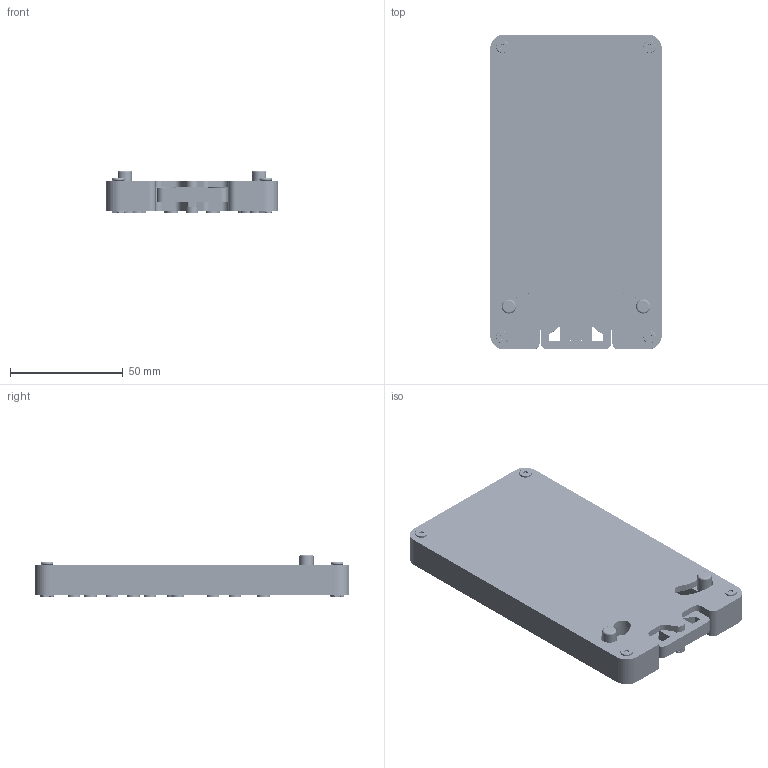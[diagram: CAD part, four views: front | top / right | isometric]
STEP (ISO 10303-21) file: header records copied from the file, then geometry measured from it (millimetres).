
FILE_DESCRIPTION(/* description */ ('STEP AP242','CAx-IF Rec.Pracs.---Representation and Presentation of Product Manufacturing Information (PMI)---4.0---2014-10-13','CAx-IF Rec.Pracs.---3D Tessellated Geometry---0.4---2014-09-14','2;1'),/* implementation_level */ '2;1');
FILE_NAME(/* name */ '65db74b6b16ee61da134c129',/* time_stamp */ '2024-02-25T17:11:18Z',/* author */ (''),/* organization */ (''),/* preprocessor_version */ 'ST-DEVELOPER v19.4',/* originating_system */ ' ',/* authorisation */ ' ');
FILE_SCHEMA (('AP242_MANAGED_MODEL_BASED_3D_ENGINEERING_MIM_LF { 1 0 10303 442 1 1 4 }'));
Length unit declared in the file: metre
Products named in the file (11): PINBALL; 90358A003_Ultra-Low-Profile Socket Head Screw; M3 Nut v1; plunger; backPlate; sides; frontPlate; 90358A118_Ultra-Low-Profile Socket Head Screw; leftBumper; rightBumper; midPlate
Assembly tree (53 placements, depth 2):
  PINBALL
    90358A003_Ultra-Low-Profile Socket Head Screw  x19
    M3 Nut v1  x23
    plunger
    backPlate
    sides
    frontPlate
    90358A118_Ultra-Low-Profile Socket Head Screw  x4
    leftBumper
    rightBumper
    midPlate
Bounding box: 76.2 x 139.7 x 18.86 mm (x, y, z)
Volume: 92255.3 mm3; surface area: 86276.3 mm2
Topology: 53 solids, 53 shells, 2118 faces, 7973 edges, 6007 vertices
Faces by surface type: cylinder 811, plane 655, cone 552, bspline 98, torus 2
Full cylindrical faces by diameter (mm): 3 x446, 3.2 x33, 5.5 x23, 6.35 x2
Entity records: 22149 total; most frequent: CARTESIAN_POINT 8900, ORIENTED_EDGE 3016, DIRECTION 2326, EDGE_CURVE 1508, VERTEX_POINT 1138, LINE 796, VECTOR 796, AXIS2_PLACEMENT_3D 765
